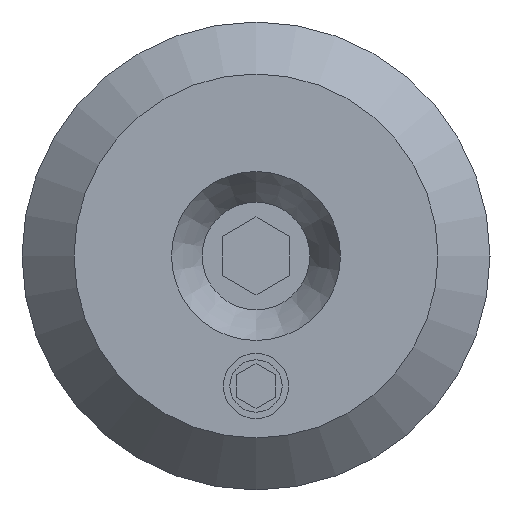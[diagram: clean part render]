
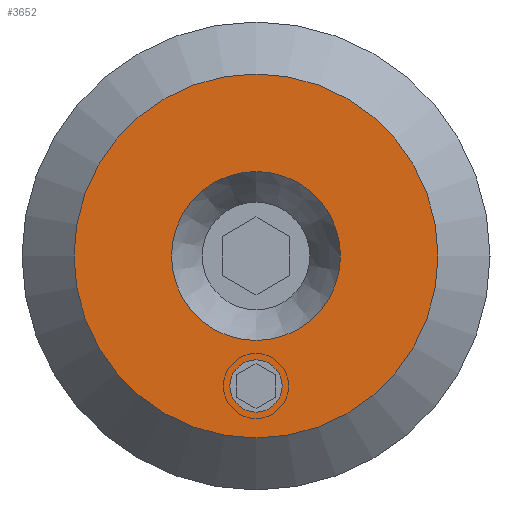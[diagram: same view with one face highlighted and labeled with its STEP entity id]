
A CAD part, left-side view. The second image highlights one B-rep face of the part: STEP entity #3652.
In plain terms, the highlighted planar face has unit normal (-1, 0, 0).
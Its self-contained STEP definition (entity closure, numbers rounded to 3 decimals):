
#107=PLANE('',#3935);
#599=ORIENTED_EDGE('',*,*,#1110,.T.);
#600=ORIENTED_EDGE('',*,*,#1111,.T.);
#601=ORIENTED_EDGE('',*,*,#1112,.T.);
#1110=EDGE_CURVE('',#1386,#1386,#1575,.T.);
#1111=EDGE_CURVE('',#1387,#1387,#1576,.T.);
#1112=EDGE_CURVE('',#1388,#1388,#1577,.T.);
#1386=VERTEX_POINT('',#5469);
#1387=VERTEX_POINT('',#5471);
#1388=VERTEX_POINT('',#5473);
#1575=CIRCLE('',#3936,1.007);
#1576=CIRCLE('',#3937,3.25);
#1577=CIRCLE('',#3938,7.);
#1764=EDGE_LOOP('',(#599));
#1765=EDGE_LOOP('',(#600));
#1766=EDGE_LOOP('',(#601));
#2086=FACE_BOUND('',#1764,.T.);
#2087=FACE_BOUND('',#1765,.T.);
#2088=FACE_BOUND('',#1766,.T.);
#3652=ADVANCED_FACE('',(#2086,#2087,#2088),#107,.T.);
#3935=AXIS2_PLACEMENT_3D('',#5467,#4409,#4410);
#3936=AXIS2_PLACEMENT_3D('',#5468,#4411,#4412);
#3937=AXIS2_PLACEMENT_3D('',#5470,#4413,#4414);
#3938=AXIS2_PLACEMENT_3D('',#5472,#4415,#4416);
#4409=DIRECTION('',(-1.,0.,0.));
#4410=DIRECTION('',(0.,0.,1.));
#4411=DIRECTION('',(1.,0.,0.));
#4412=DIRECTION('',(0.,0.,1.));
#4413=DIRECTION('',(1.,0.,0.));
#4414=DIRECTION('',(0.,0.,-1.));
#4415=DIRECTION('',(-1.,0.,0.));
#4416=DIRECTION('',(0.,0.,1.));
#5467=CARTESIAN_POINT('',(0.,0.,7.));
#5468=CARTESIAN_POINT('',(0.,0.,-5.));
#5469=CARTESIAN_POINT('',(0.,0.,-3.994));
#5470=CARTESIAN_POINT('',(0.,0.,0.));
#5471=CARTESIAN_POINT('',(0.,0.,-3.25));
#5472=CARTESIAN_POINT('',(0.,0.,0.));
#5473=CARTESIAN_POINT('',(0.,0.,7.));
